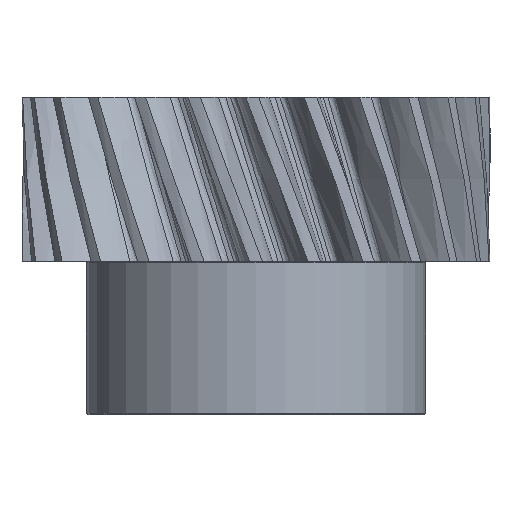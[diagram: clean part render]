
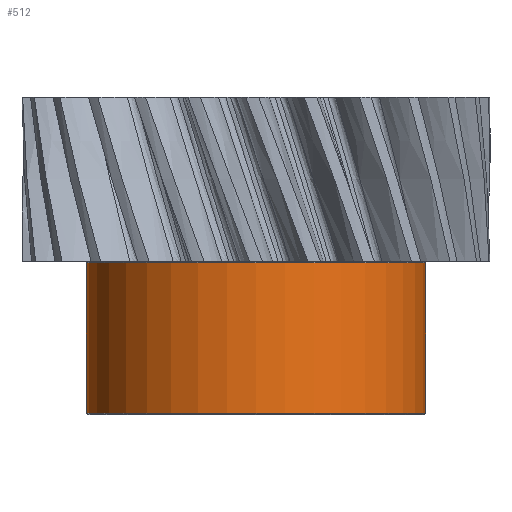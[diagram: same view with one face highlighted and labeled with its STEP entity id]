
A CAD part, front view. The second image highlights one B-rep face of the part: STEP entity #512.
In plain terms, the highlighted cylindrical face has radius 31 mm (diameter 62 mm), a partial arc.
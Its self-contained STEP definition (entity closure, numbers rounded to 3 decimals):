
#512=ADVANCED_FACE('NONE',(#1026),#1027,.T.);
#1026=FACE_OUTER_BOUND('',#10538,.T.);
#1027=CYLINDRICAL_SURFACE('',#10539,31.0);
#10538=EDGE_LOOP('',(#11767,#11768,#11769,#11770));
#10539=AXIS2_PLACEMENT_3D('',#11771,#11772,#11773);
#11767=ORIENTED_EDGE('',*,*,#11852,.F.);
#11768=ORIENTED_EDGE('',*,*,#12463,.T.);
#11769=ORIENTED_EDGE('',*,*,#11854,.T.);
#11770=ORIENTED_EDGE('',*,*,#11831,.T.);
#11771=CARTESIAN_POINT('',(0.0,0.0,-28.0));
#11772=DIRECTION('',(0.0,0.0,-1.0));
#11773=DIRECTION('',(1.0,0.0,0.0));
#11831=EDGE_CURVE('NONE',#12490,#12488,#12491,.T.);
#11852=EDGE_CURVE('NONE',#12515,#12488,#12524,.T.);
#11854=EDGE_CURVE('NONE',#12517,#12490,#12526,.T.);
#12463=EDGE_CURVE('NONE',#12515,#12517,#13435,.T.);
#12488=VERTEX_POINT('NONE',#13487);
#12490=VERTEX_POINT('NONE',#13489);
#12491=CIRCLE('',#13490,31.0);
#12515=VERTEX_POINT('NONE',#13518);
#12517=VERTEX_POINT('NONE',#13521);
#12524=LINE('',#13531,#13532);
#12526=LINE('',#13534,#13535);
#13435=CIRCLE('',#17213,31.0);
#13487=CARTESIAN_POINT('',(-31.0,0.,-0.2));
#13489=CARTESIAN_POINT('',(31.0,0.0,-0.2));
#13490=AXIS2_PLACEMENT_3D('',#17235,#17236,#17237);
#13518=CARTESIAN_POINT('',(-31.0,0.,-27.8));
#13521=CARTESIAN_POINT('',(31.0,0.0,-27.8));
#13531=CARTESIAN_POINT('',(-31.0,0.,-28.0));
#13532=VECTOR('',#17267,1000.0);
#13534=CARTESIAN_POINT('',(31.0,0.0,-28.0));
#13535=VECTOR('',#17271,1000.0);
#17213=AXIS2_PLACEMENT_3D('',#17651,#17652,#17653);
#17235=CARTESIAN_POINT('',(0.0,0.0,-0.2));
#17236=DIRECTION('',(0.0,0.0,-1.0));
#17237=DIRECTION('',(1.0,0.0,0.0));
#17267=DIRECTION('',(0.0,0.0,1.0));
#17271=DIRECTION('',(0.0,0.0,1.0));
#17651=CARTESIAN_POINT('',(0.0,0.0,-27.8));
#17652=DIRECTION('',(0.0,-0.0,1.0));
#17653=DIRECTION('',(1.0,0.0,0.0));
